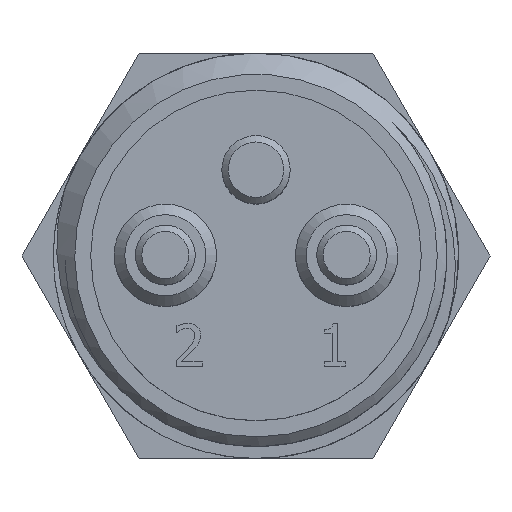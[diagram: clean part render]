
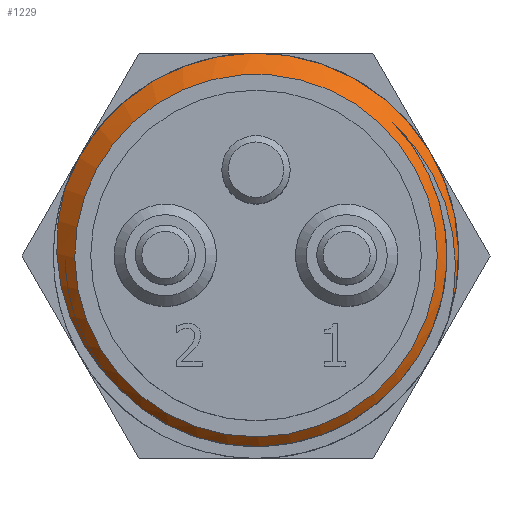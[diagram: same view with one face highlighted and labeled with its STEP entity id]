
A CAD part, top view. The second image highlights one B-rep face of the part: STEP entity #1229.
In plain terms, the highlighted conical face has half-angle 45 degrees and reference radius 9 mm.
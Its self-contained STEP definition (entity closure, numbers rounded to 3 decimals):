
#14=CONICAL_SURFACE($,#1302,9.,45.);
#197=FACE_BOUND($,#426,.T.);
#239=CIRCLE($,#1299,8.95);
#241=CIRCLE($,#1303,9.5);
#242=CIRCLE($,#1304,8.5);
#348=FACE_OUTER_BOUND($,#425,.T.);
#425=EDGE_LOOP($,(#983,#984,#985,#986));
#426=EDGE_LOOP($,(#987));
#534=B_SPLINE_CURVE_WITH_KNOTS($,3,(#4533,#4534,#4535,#4536,#4537,#4538,
#4539,#4540,#4541,#4542),.UNSPECIFIED.,.F.,.F.,(4,3,3,4),(0.878,
0.977,1.444,1.897),.UNSPECIFIED.);
#537=B_SPLINE_CURVE_WITH_KNOTS($,3,(#4770,#4771,#4772,#4773,#4774,#4775,
#4776,#4777,#4778,#4779),.UNSPECIFIED.,.F.,.F.,(4,3,3,4),(0.,0.453,
0.919,1.018),.UNSPECIFIED.);
#606=VERTEX_POINT($,#4465);
#608=VERTEX_POINT($,#4499);
#611=VERTEX_POINT($,#4683);
#612=VERTEX_POINT($,#4769);
#614=VERTEX_POINT($,#4822);
#753=EDGE_CURVE($,#606,#608,#534,.T.);
#756=EDGE_CURVE($,#612,#611,#537,.T.);
#760=EDGE_CURVE($,#608,#612,#239,.T.);
#762=EDGE_CURVE($,#611,#606,#241,.T.);
#763=EDGE_CURVE($,#614,#614,#242,.T.);
#983=ORIENTED_EDGE($,*,*,#756,.T.);
#984=ORIENTED_EDGE($,*,*,#762,.T.);
#985=ORIENTED_EDGE($,*,*,#753,.T.);
#986=ORIENTED_EDGE($,*,*,#760,.T.);
#987=ORIENTED_EDGE($,*,*,#763,.T.);
#1229=ADVANCED_FACE($,(#348,#197),#14,.T.);
#1299=AXIS2_PLACEMENT_3D($,#4817,#1488,#1489);
#1302=AXIS2_PLACEMENT_3D($,#4820,#1494,#1495);
#1303=AXIS2_PLACEMENT_3D($,#4821,#1496,#1497);
#1304=AXIS2_PLACEMENT_3D($,#4823,#1498,#1499);
#1488=DIRECTION('center_axis',(0.,0.,1.));
#1489=DIRECTION('ref_axis',(0.,1.,0.));
#1494=DIRECTION('center_axis',(0.,0.,-1.));
#1495=DIRECTION('ref_axis',(-1.,0.,0.));
#1496=DIRECTION('center_axis',(0.,0.,1.));
#1497=DIRECTION('ref_axis',(-1.,0.,0.));
#1498=DIRECTION('center_axis',(0.,0.,-1.));
#1499=DIRECTION('ref_axis',(-1.,0.,0.));
#4465=CARTESIAN_POINT('',(-8.975,3.115,8.5));
#4499=CARTESIAN_POINT('',(-6.469,-6.185,9.05));
#4533=CARTESIAN_POINT('Ctrl Pts',(-8.975,3.115,8.5));
#4534=CARTESIAN_POINT('Ctrl Pts',(-9.066,2.8,8.517));
#4535=CARTESIAN_POINT('Ctrl Pts',(-9.141,2.48,8.535));
#4536=CARTESIAN_POINT('Ctrl Pts',(-9.199,2.158,8.552));
#4537=CARTESIAN_POINT('Ctrl Pts',(-9.472,0.638,8.634));
#4538=CARTESIAN_POINT('Ctrl Pts',(-9.363,-0.954,
8.717));
#4539=CARTESIAN_POINT('Ctrl Pts',(-8.875,-2.421,8.801));
#4540=CARTESIAN_POINT('Ctrl Pts',(-8.402,-3.847,8.883));
#4541=CARTESIAN_POINT('Ctrl Pts',(-7.569,-5.156,8.966));
#4542=CARTESIAN_POINT('Ctrl Pts',(-6.469,-6.185,9.05));
#4683=CARTESIAN_POINT('',(9.005,-3.026,8.5));
#4769=CARTESIAN_POINT('',(6.407,6.249,9.05));
#4770=CARTESIAN_POINT('Ctrl Pts',(6.407,6.249,9.05));
#4771=CARTESIAN_POINT('Ctrl Pts',(7.519,5.23,8.966));
#4772=CARTESIAN_POINT('Ctrl Pts',(8.363,3.931,8.883));
#4773=CARTESIAN_POINT('Ctrl Pts',(8.851,2.509,8.801));
#4774=CARTESIAN_POINT('Ctrl Pts',(9.352,1.049,8.717));
#4775=CARTESIAN_POINT('Ctrl Pts',(9.477,-0.543,8.634));
#4776=CARTESIAN_POINT('Ctrl Pts',(9.22,-2.066,8.552));
#4777=CARTESIAN_POINT('Ctrl Pts',(9.166,-2.389,8.535));
#4778=CARTESIAN_POINT('Ctrl Pts',(9.094,-2.709,8.517));
#4779=CARTESIAN_POINT('Ctrl Pts',(9.005,-3.026,8.5));
#4817=CARTESIAN_POINT('Origin',(0.,0.,9.05));
#4820=CARTESIAN_POINT('Origin',(0.,0.,9.));
#4821=CARTESIAN_POINT('Origin',(0.,0.,8.5));
#4822=CARTESIAN_POINT('',(8.5,0.,9.5));
#4823=CARTESIAN_POINT('Origin',(0.,0.,9.5));
